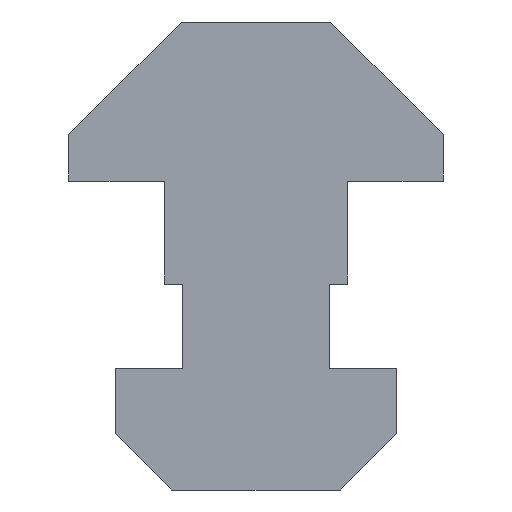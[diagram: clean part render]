
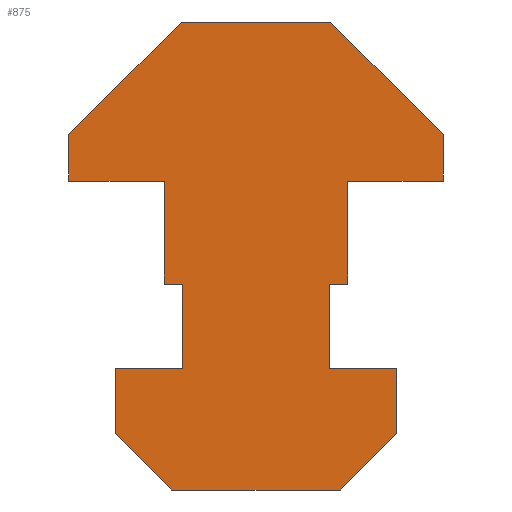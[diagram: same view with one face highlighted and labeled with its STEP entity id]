
A CAD part, front view. The second image highlights one B-rep face of the part: STEP entity #875.
In plain terms, the highlighted planar face has unit normal (0, -1, 0).
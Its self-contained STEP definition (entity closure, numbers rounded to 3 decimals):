
#327=DIRECTION('',(-1.,0.,0.));
#328=VECTOR('',#327,1.);
#329=CARTESIAN_POINT('',(-3.9,0.,0.1));
#330=LINE('',#329,#328);
#335=DIRECTION('',(0.,0.,1.));
#336=VECTOR('',#335,5.5);
#337=CARTESIAN_POINT('',(-4.9,0.,0.1));
#338=LINE('',#337,#336);
#342=DIRECTION('',(-1.,0.,0.));
#343=VECTOR('',#342,5.1);
#344=CARTESIAN_POINT('',(-4.9,0.,5.6));
#345=LINE('',#344,#343);
#349=DIRECTION('',(0.,0.,1.));
#350=VECTOR('',#349,2.5);
#351=CARTESIAN_POINT('',(-10.,0.,5.6));
#352=LINE('',#351,#350);
#356=DIRECTION('',(0.707,0.,0.707));
#357=VECTOR('',#356,8.485);
#358=CARTESIAN_POINT('',(-10.,0.,8.1));
#359=LINE('',#358,#357);
#363=DIRECTION('',(1.,0.,0.));
#364=VECTOR('',#363,8.);
#365=CARTESIAN_POINT('',(-4.,0.,14.1));
#366=LINE('',#365,#364);
#370=DIRECTION('',(0.707,0.,-0.707));
#371=VECTOR('',#370,8.485);
#372=CARTESIAN_POINT('',(4.,0.,14.1));
#373=LINE('',#372,#371);
#377=DIRECTION('',(0.,0.,-1.));
#378=VECTOR('',#377,2.5);
#379=CARTESIAN_POINT('',(10.,0.,8.1));
#380=LINE('',#379,#378);
#384=DIRECTION('',(-1.,0.,0.));
#385=VECTOR('',#384,5.1);
#386=CARTESIAN_POINT('',(10.,0.,5.6));
#387=LINE('',#386,#385);
#391=DIRECTION('',(0.,0.,-1.));
#392=VECTOR('',#391,5.5);
#393=CARTESIAN_POINT('',(4.9,0.,5.6));
#394=LINE('',#393,#392);
#398=DIRECTION('',(-1.,0.,0.));
#399=VECTOR('',#398,1.);
#400=CARTESIAN_POINT('',(4.9,0.,0.1));
#401=LINE('',#400,#399);
#405=DIRECTION('',(0.,0.,-1.));
#406=VECTOR('',#405,4.5);
#407=CARTESIAN_POINT('',(3.9,0.,0.1));
#408=LINE('',#407,#406);
#412=DIRECTION('',(1.,0.,0.));
#413=VECTOR('',#412,3.6);
#414=CARTESIAN_POINT('',(3.9,0.,-4.4));
#415=LINE('',#414,#413);
#419=DIRECTION('',(0.,0.,-1.));
#420=VECTOR('',#419,3.5);
#421=CARTESIAN_POINT('',(7.5,0.,-4.4));
#422=LINE('',#421,#420);
#426=DIRECTION('',(-0.707,0.,-0.707));
#427=VECTOR('',#426,4.243);
#428=CARTESIAN_POINT('',(7.5,0.,-7.9));
#429=LINE('',#428,#427);
#433=DIRECTION('',(-1.,0.,0.));
#434=VECTOR('',#433,9.);
#435=CARTESIAN_POINT('',(4.5,0.,-10.9));
#436=LINE('',#435,#434);
#440=DIRECTION('',(-0.707,0.,0.707));
#441=VECTOR('',#440,4.243);
#442=CARTESIAN_POINT('',(-4.5,0.,-10.9));
#443=LINE('',#442,#441);
#447=DIRECTION('',(0.,0.,1.));
#448=VECTOR('',#447,3.5);
#449=CARTESIAN_POINT('',(-7.5,0.,-7.9));
#450=LINE('',#449,#448);
#454=DIRECTION('',(1.,0.,0.));
#455=VECTOR('',#454,3.6);
#456=CARTESIAN_POINT('',(-7.5,0.,-4.4));
#457=LINE('',#456,#455);
#461=DIRECTION('',(0.,0.,1.));
#462=VECTOR('',#461,4.5);
#463=CARTESIAN_POINT('',(-3.9,0.,-4.4));
#464=LINE('',#463,#462);
#748=CARTESIAN_POINT('',(4.5,0.,-10.9));
#749=CARTESIAN_POINT('',(-4.5,0.,-10.9));
#750=VERTEX_POINT('',#748);
#751=VERTEX_POINT('',#749);
#752=CARTESIAN_POINT('',(-7.5,0.,-7.9));
#753=VERTEX_POINT('',#752);
#754=CARTESIAN_POINT('',(-7.5,0.,-4.4));
#755=VERTEX_POINT('',#754);
#756=CARTESIAN_POINT('',(-3.9,0.,-4.4));
#757=VERTEX_POINT('',#756);
#758=CARTESIAN_POINT('',(-3.9,0.,0.1));
#759=VERTEX_POINT('',#758);
#760=CARTESIAN_POINT('',(-4.9,0.,0.1));
#761=VERTEX_POINT('',#760);
#762=CARTESIAN_POINT('',(-4.9,0.,5.6));
#763=VERTEX_POINT('',#762);
#764=CARTESIAN_POINT('',(-10.,0.,5.6));
#765=VERTEX_POINT('',#764);
#766=CARTESIAN_POINT('',(-10.,0.,8.1));
#767=VERTEX_POINT('',#766);
#768=CARTESIAN_POINT('',(-4.,0.,14.1));
#769=VERTEX_POINT('',#768);
#770=CARTESIAN_POINT('',(4.,0.,14.1));
#771=VERTEX_POINT('',#770);
#796=CARTESIAN_POINT('',(10.,0.,8.1));
#797=VERTEX_POINT('',#796);
#798=CARTESIAN_POINT('',(10.,0.,5.6));
#799=VERTEX_POINT('',#798);
#800=CARTESIAN_POINT('',(4.9,0.,5.6));
#801=VERTEX_POINT('',#800);
#802=CARTESIAN_POINT('',(4.9,0.,0.1));
#803=VERTEX_POINT('',#802);
#804=CARTESIAN_POINT('',(3.9,0.,0.1));
#805=VERTEX_POINT('',#804);
#806=CARTESIAN_POINT('',(3.9,0.,-4.4));
#807=VERTEX_POINT('',#806);
#808=CARTESIAN_POINT('',(7.5,0.,-4.4));
#809=VERTEX_POINT('',#808);
#810=CARTESIAN_POINT('',(7.5,0.,-7.9));
#811=VERTEX_POINT('',#810);
#828=CARTESIAN_POINT('',(0.,0.,0.));
#829=DIRECTION('',(0.,1.,0.));
#830=DIRECTION('',(1.,0.,0.));
#831=AXIS2_PLACEMENT_3D('',#828,#829,#830);
#832=PLANE('',#831);
#834=ORIENTED_EDGE('',*,*,#833,.T.);
#836=ORIENTED_EDGE('',*,*,#835,.T.);
#838=ORIENTED_EDGE('',*,*,#837,.T.);
#840=ORIENTED_EDGE('',*,*,#839,.T.);
#842=ORIENTED_EDGE('',*,*,#841,.T.);
#844=ORIENTED_EDGE('',*,*,#843,.T.);
#846=ORIENTED_EDGE('',*,*,#845,.T.);
#848=ORIENTED_EDGE('',*,*,#847,.T.);
#850=ORIENTED_EDGE('',*,*,#849,.T.);
#852=ORIENTED_EDGE('',*,*,#851,.T.);
#854=ORIENTED_EDGE('',*,*,#853,.T.);
#856=ORIENTED_EDGE('',*,*,#855,.T.);
#858=ORIENTED_EDGE('',*,*,#857,.T.);
#860=ORIENTED_EDGE('',*,*,#859,.T.);
#862=ORIENTED_EDGE('',*,*,#861,.T.);
#864=ORIENTED_EDGE('',*,*,#863,.T.);
#866=ORIENTED_EDGE('',*,*,#865,.T.);
#868=ORIENTED_EDGE('',*,*,#867,.T.);
#870=ORIENTED_EDGE('',*,*,#869,.T.);
#872=ORIENTED_EDGE('',*,*,#871,.T.);
#873=EDGE_LOOP('',(#834,#836,#838,#840,#842,#844,#846,#848,#850,#852,#854,#856,
#858,#860,#862,#864,#866,#868,#870,#872));
#874=FACE_OUTER_BOUND('',#873,.F.);
#833=EDGE_CURVE('',#759,#761,#330,.T.);
#835=EDGE_CURVE('',#761,#763,#338,.T.);
#837=EDGE_CURVE('',#763,#765,#345,.T.);
#839=EDGE_CURVE('',#765,#767,#352,.T.);
#841=EDGE_CURVE('',#767,#769,#359,.T.);
#843=EDGE_CURVE('',#769,#771,#366,.T.);
#845=EDGE_CURVE('',#771,#797,#373,.T.);
#847=EDGE_CURVE('',#797,#799,#380,.T.);
#849=EDGE_CURVE('',#799,#801,#387,.T.);
#851=EDGE_CURVE('',#801,#803,#394,.T.);
#853=EDGE_CURVE('',#803,#805,#401,.T.);
#855=EDGE_CURVE('',#805,#807,#408,.T.);
#857=EDGE_CURVE('',#807,#809,#415,.T.);
#859=EDGE_CURVE('',#809,#811,#422,.T.);
#861=EDGE_CURVE('',#811,#750,#429,.T.);
#863=EDGE_CURVE('',#750,#751,#436,.T.);
#865=EDGE_CURVE('',#751,#753,#443,.T.);
#867=EDGE_CURVE('',#753,#755,#450,.T.);
#869=EDGE_CURVE('',#755,#757,#457,.T.);
#871=EDGE_CURVE('',#757,#759,#464,.T.);
#875=ADVANCED_FACE('',(#874),#832,.F.);
